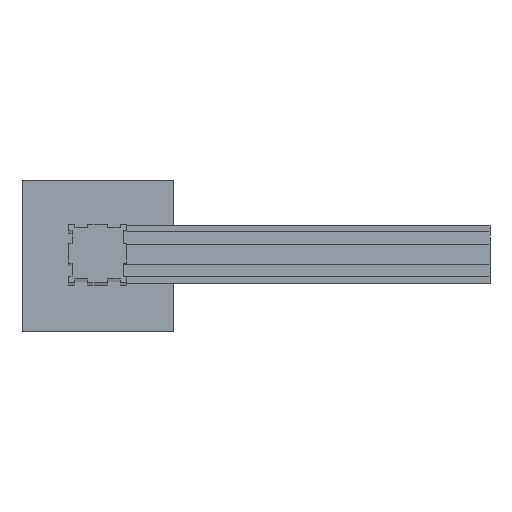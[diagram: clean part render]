
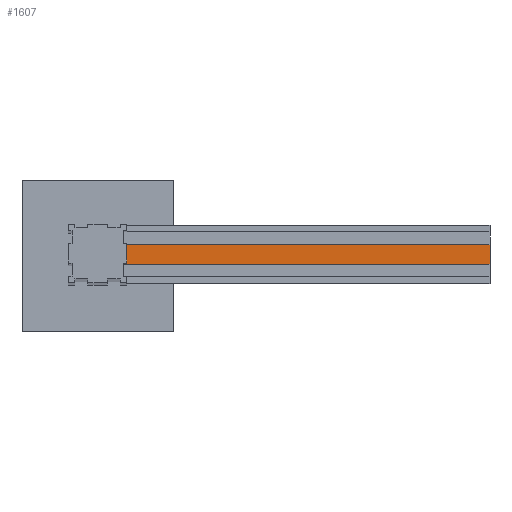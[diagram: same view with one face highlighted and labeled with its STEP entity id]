
A CAD part, top view. The second image highlights one B-rep face of the part: STEP entity #1607.
In plain terms, the highlighted planar face has unit normal (0, 0, 1).
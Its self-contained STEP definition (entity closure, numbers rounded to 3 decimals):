
#45=FACE_OUTER_BOUND('',#128,.T.);
#128=EDGE_LOOP('',(#1167,#1168,#1169,#1170));
#269=LINE('',#2336,#501);
#280=LINE('',#2357,#512);
#281=LINE('',#2359,#513);
#282=LINE('',#2360,#514);
#501=VECTOR('',#1900,10.);
#512=VECTOR('',#1917,10.);
#513=VECTOR('',#1918,10.);
#514=VECTOR('',#1919,10.);
#709=VERTEX_POINT('',#2333);
#710=VERTEX_POINT('',#2335);
#717=VERTEX_POINT('',#2356);
#718=VERTEX_POINT('',#2358);
#885=EDGE_CURVE('',#710,#709,#269,.T.);
#896=EDGE_CURVE('',#717,#710,#280,.T.);
#897=EDGE_CURVE('',#709,#718,#281,.T.);
#898=EDGE_CURVE('',#718,#717,#282,.T.);
#1167=ORIENTED_EDGE('',*,*,#896,.T.);
#1168=ORIENTED_EDGE('',*,*,#885,.T.);
#1169=ORIENTED_EDGE('',*,*,#897,.T.);
#1170=ORIENTED_EDGE('',*,*,#898,.T.);
#1524=PLANE('',#1704);
#1607=ADVANCED_FACE('',(#45),#1524,.T.);
#1704=AXIS2_PLACEMENT_3D('',#2355,#1915,#1916);
#1900=DIRECTION('',(0.,1.,0.));
#1915=DIRECTION('center_axis',(0.,0.,
1.));
#1916=DIRECTION('ref_axis',(0.,-1.,0.));
#1917=DIRECTION('',(1.,0.,0.));
#1918=DIRECTION('',(-1.,0.,0.));
#1919=DIRECTION('',(0.,-1.,0.));
#2333=CARTESIAN_POINT('',(650.,13.5,1356.));
#2335=CARTESIAN_POINT('',(650.,-13.5,1356.));
#2336=CARTESIAN_POINT('',(650.,40.,1356.));
#2355=CARTESIAN_POINT('Origin',(145.,40.,1356.));
#2356=CARTESIAN_POINT('',(145.5,-13.5,1356.));
#2357=CARTESIAN_POINT('',(142.75,-13.5,1356.));
#2358=CARTESIAN_POINT('',(145.5,13.5,1356.));
#2359=CARTESIAN_POINT('',(397.5,13.5,1356.));
#2360=CARTESIAN_POINT('',(145.5,0.,1356.));
